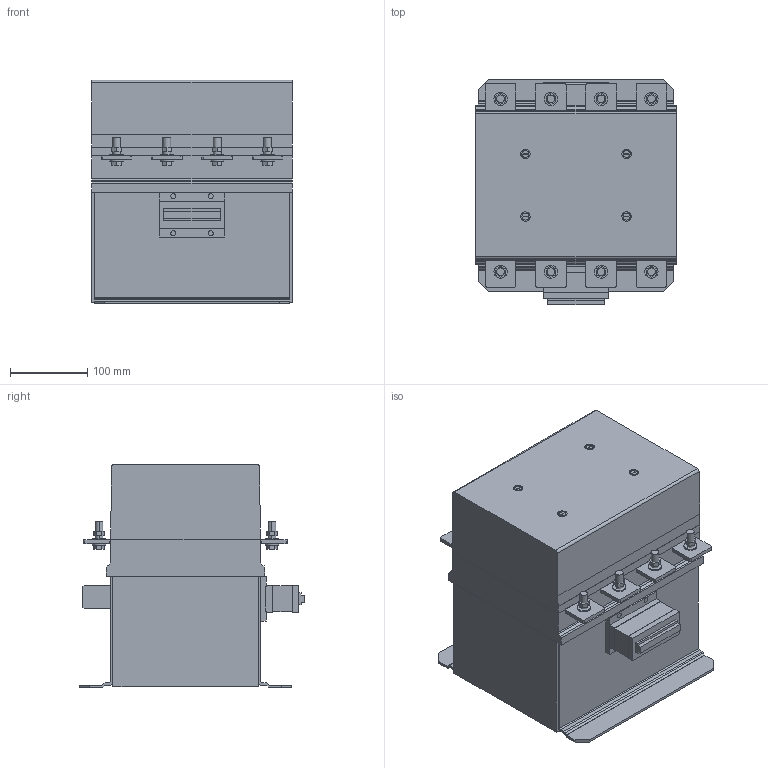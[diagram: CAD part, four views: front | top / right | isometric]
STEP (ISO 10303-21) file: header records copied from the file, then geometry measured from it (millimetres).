
FILE_DESCRIPTION((''),'2;1');
FILE_NAME('3d_11B6304L00220C220.stp','2012-10-03T13:38:45',(''),(''),'Mechanical Desktop 2011','Mechanical Desktop 2011',', , ');
FILE_SCHEMA(('CONFIG_CONTROL_DESIGN'));
Length unit declared in the file: millimetre
Products named in the file (1): Product
Bounding box: 259 x 291.5 x 288.9 mm (x, y, z)
Volume: 14842489.4 mm3; surface area: 857809.4 mm2
Topology: 63 solids, 63 shells, 516 faces, 1298 edges, 970 vertices
Faces by surface type: plane 265, bspline 196, cylinder 55
Entity records: 15795 total; most frequent: CARTESIAN_POINT 3825, ORIENTED_EDGE 2444, DIRECTION 2224, EDGE_CURVE 1222, VECTOR 1014, LINE 1014, VERTEX_POINT 840, AXIS2_PLACEMENT_3D 605
